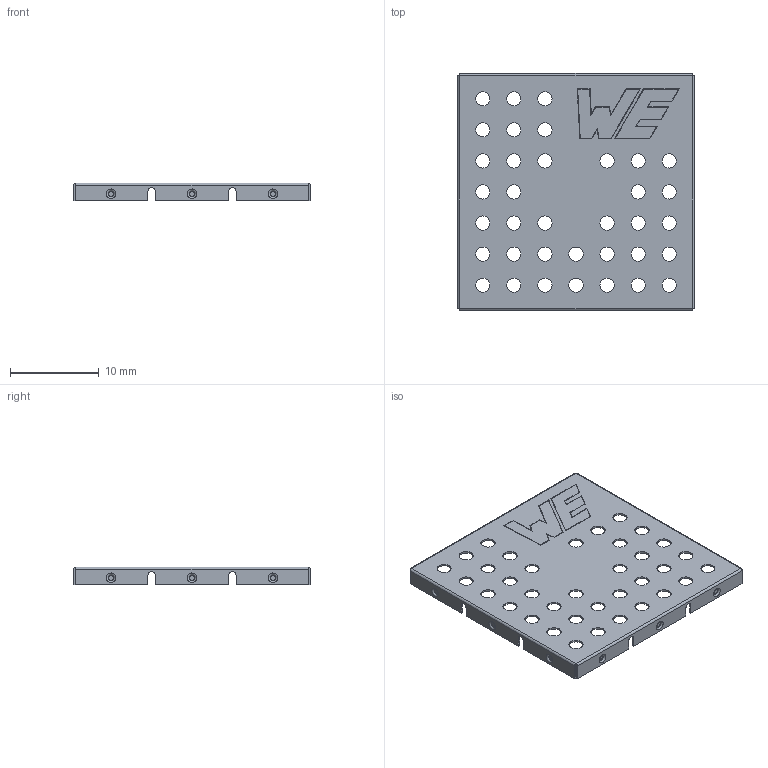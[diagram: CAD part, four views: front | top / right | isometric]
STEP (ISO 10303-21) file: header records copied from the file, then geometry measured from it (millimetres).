
FILE_DESCRIPTION(/* description */ ('Unknown'),/* implementation_level */ '2;1');
FILE_NAME(/* name */ '36005260S',/* time_stamp */ '2016-03-24T13:47:16+01:00',/* author */ ('Unknown'),/* organization */ ('Unknown'),/* preprocessor_version */ 'ST-DEVELOPER v16.7',/* originating_system */ 'DEX',/* authorisation */ $);
FILE_SCHEMA (('AUTOMOTIVE_DESIGN {1 0 10303 214 3 1 1}'));
Length unit declared in the file: millimetre
Products named in the file (1): 36005260S
Bounding box: 26.67 x 26.67 x 2 mm (x, y, z)
Volume: 162.9 mm3; surface area: 1698.3 mm2
Topology: 1 solids, 1 shells, 222 faces, 553 edges, 359 vertices
Faces by surface type: plane 122, cylinder 52, torus 48
Full cylindrical faces by diameter (mm): 1.6 x36
Entity records: 6031 total; most frequent: DIRECTION 1055, CARTESIAN_POINT 979, ORIENTED_EDGE 866, EDGE_CURVE 433, EDGE_LOOP 404, FACE_BOUND 404, AXIS2_PLACEMENT_3D 399, VERTEX_POINT 323
